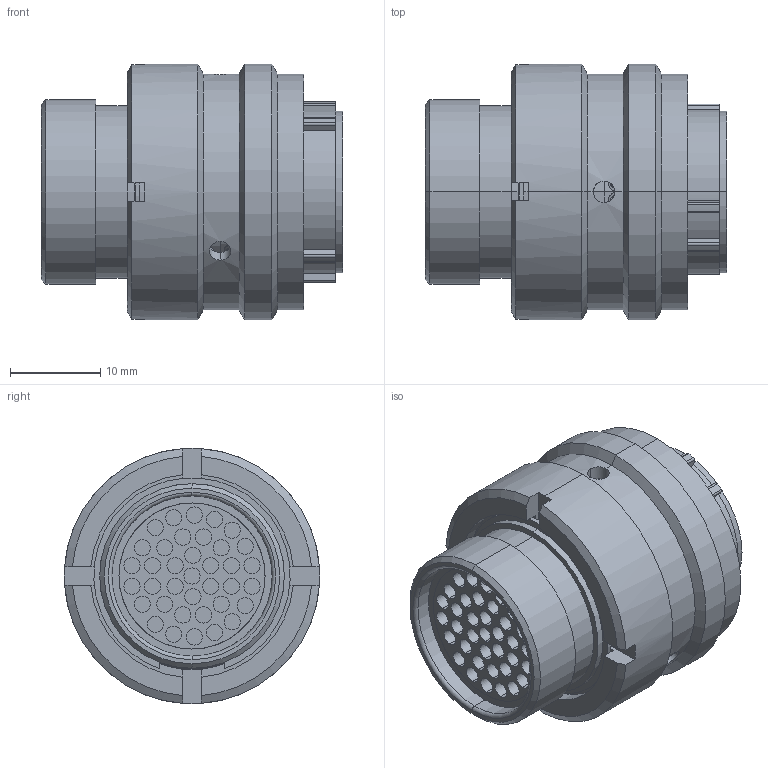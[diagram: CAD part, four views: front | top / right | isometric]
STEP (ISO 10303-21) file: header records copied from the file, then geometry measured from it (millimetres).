
FILE_DESCRIPTION (( 'STEP AP214' ), '1' );
FILE_NAME ('AS614-35PA.STEP', '2013-06-03T10:30:33', ( 'TE Connectivity' ), ( 'TE Connectivity' ), 'SwSTEP 2.0', 'SolidWorks 2011', '' );
FILE_SCHEMA (( 'AUTOMOTIVE_DESIGN' ));
Length unit declared in the file: inch
Products named in the file (1): AS614-35PA
Bounding box: 33.37 x 28.3 x 28.3 mm (x, y, z)
Volume: 10330.1 mm3; surface area: 12742.1 mm2
Topology: 45 solids, 45 shells, 1518 faces, 3614 edges, 2309 vertices
Faces by surface type: cylinder 500, plane 473, torus 376, cone 160, bspline 9
Entity records: 70840 total; most frequent: CARTESIAN_POINT 15185, DIRECTION 7665, ORIENTED_EDGE 7228, EDGE_CURVE 3614, AXIS2_PLACEMENT_3D 3408, VERTEX_POINT 2309, CIRCLE 1898, EDGE_LOOP 1803
